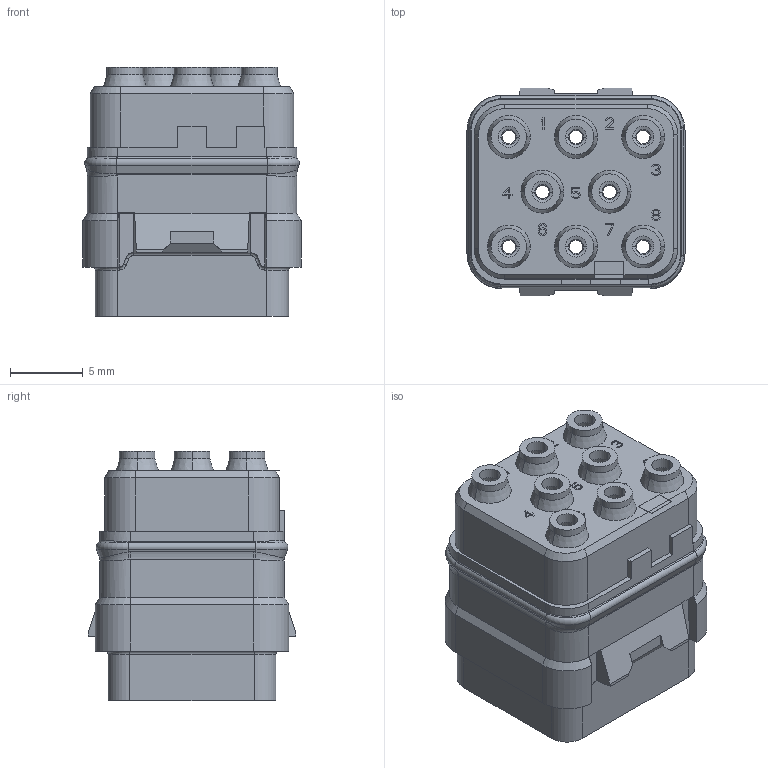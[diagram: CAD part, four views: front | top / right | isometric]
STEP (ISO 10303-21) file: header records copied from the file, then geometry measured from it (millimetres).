
FILE_DESCRIPTION((''),'2;1');
FILE_NAME('SIME0816PC','2019-12-02T',('presta_be4'),(''),'CREO PARAMETRIC BY PTC INC, 2018360','CREO PARAMETRIC BY PTC INC, 2018360','');
FILE_SCHEMA(('CONFIG_CONTROL_DESIGN'));
Length unit declared in the file: millimetre
Products named in the file (1): SIME0816PC
Bounding box: 15 x 14.3 x 17.14 mm (x, y, z)
Volume: 1522.8 mm3; surface area: 2876.1 mm2
Topology: 1 solids, 1 shells, 1455 faces, 3636 edges, 2258 vertices
Faces by surface type: plane 809, cylinder 270, torus 192, cone 140, bspline 44
Entity records: 46747 total; most frequent: CARTESIAN_POINT 11491, DIRECTION 7419, ORIENTED_EDGE 7272, EDGE_CURVE 3636, VECTOR 2539, LINE 2539, AXIS2_PLACEMENT_3D 2440, VERTEX_POINT 2258
